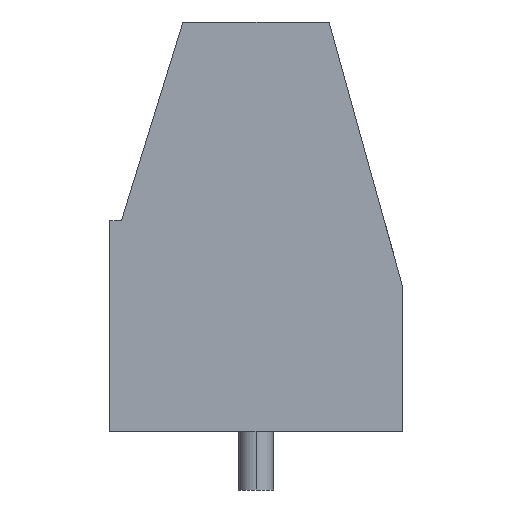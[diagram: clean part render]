
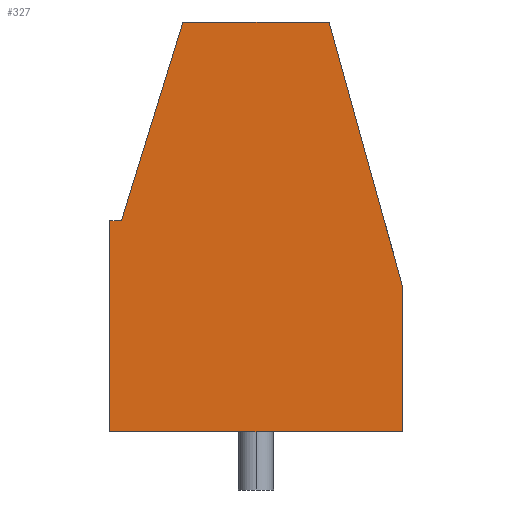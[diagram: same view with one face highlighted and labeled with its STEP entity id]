
A CAD part, left-side view. The second image highlights one B-rep face of the part: STEP entity #327.
In plain terms, the highlighted planar face has unit normal (-1, 0, 0).
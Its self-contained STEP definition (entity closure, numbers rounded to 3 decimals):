
#11 = AXIS2_PLACEMENT_3D ( 'NONE', #1294, #1293, #1292 ) ;
#138 = VECTOR ( 'NONE', #822, 1000. ) ;
#160 = VECTOR ( 'NONE', #864, 1000. ) ;
#162 = VECTOR ( 'NONE', #873, 1000. ) ;
#224 = VECTOR ( 'NONE', #1020, 1000. ) ;
#225 = VECTOR ( 'NONE', #1028, 1000. ) ;
#227 = VECTOR ( 'NONE', #1026, 1000. ) ;
#235 = VECTOR ( 'NONE', #1034, 1000. ) ;
#327 = ADVANCED_FACE ( 'NONE', ( #1918 ), #1295, .F. ) ;
#383 = EDGE_CURVE ( 'NONE', #1606, #1604, #2017, .T. ) ;
#399 = EDGE_CURVE ( 'NONE', #1602, #1605, #2037, .T. ) ;
#401 = EDGE_CURVE ( 'NONE', #1612, #1611, #2039, .T. ) ;
#446 = EDGE_CURVE ( 'NONE', #1603, #1612, #2095, .T. ) ;
#447 = EDGE_CURVE ( 'NONE', #1604, #1603, #2096, .T. ) ;
#449 = EDGE_CURVE ( 'NONE', #1602, #1611, #2098, .T. ) ;
#456 = EDGE_CURVE ( 'NONE', #1606, #1605, #2104, .T. ) ;
#816 = CARTESIAN_POINT ( 'NONE',  ( 0., 9.6, 7.2 ) ) ;
#822 = DIRECTION ( 'NONE',  ( 0., 0.295, -0.955 ) ) ;
#864 = DIRECTION ( 'NONE',  ( 0., 0.268, 0.964 ) ) ;
#867 = CARTESIAN_POINT ( 'NONE',  ( 0., 0., 5. ) ) ;
#872 = CARTESIAN_POINT ( 'NONE',  ( 0., 10., 0. ) ) ;
#873 = DIRECTION ( 'NONE',  ( 0., -1., 0. ) ) ;
#1019 = CARTESIAN_POINT ( 'NONE',  ( 0., 10., 14. ) ) ;
#1020 = DIRECTION ( 'NONE',  ( 0., 0., -1. ) ) ;
#1021 = CARTESIAN_POINT ( 'NONE',  ( 0., 10., 7.2 ) ) ;
#1025 = CARTESIAN_POINT ( 'NONE',  ( 0., 0., 14. ) ) ;
#1026 = DIRECTION ( 'NONE',  ( 0., 0., -1. ) ) ;
#1028 = DIRECTION ( 'NONE',  ( 0., 1., 0. ) ) ;
#1034 = DIRECTION ( 'NONE',  ( 0., -1., 0. ) ) ;
#1036 = CARTESIAN_POINT ( 'NONE',  ( 0., 10., 14. ) ) ;
#1186 = CARTESIAN_POINT ( 'NONE',  ( 0., 10., 7.2 ) ) ;
#1188 = CARTESIAN_POINT ( 'NONE',  ( 0., 0., 5. ) ) ;
#1195 = CARTESIAN_POINT ( 'NONE',  ( 0., 10., 0. ) ) ;
#1196 = CARTESIAN_POINT ( 'NONE',  ( 0., 9.6, 7.2 ) ) ;
#1197 = CARTESIAN_POINT ( 'NONE',  ( 0., 0., 0. ) ) ;
#1198 = CARTESIAN_POINT ( 'NONE',  ( 0., 2.5, 14. ) ) ;
#1199 = CARTESIAN_POINT ( 'NONE',  ( 0., 7.5, 14. ) ) ;
#1292 = DIRECTION ( 'NONE',  ( 0., 1., 0. ) ) ;
#1293 = DIRECTION ( 'NONE',  ( 1., 0., 0. ) ) ;
#1294 = CARTESIAN_POINT ( 'NONE',  ( 0., 10., 14. ) ) ;
#1295 = PLANE ( 'NONE',  #11 ) ;
#1516 = ORIENTED_EDGE ( 'NONE', *, *, #456, .F. ) ;
#1602 = VERTEX_POINT ( 'NONE', #1188 ) ;
#1603 = VERTEX_POINT ( 'NONE', #1186 ) ;
#1604 = VERTEX_POINT ( 'NONE', #1196 ) ;
#1605 = VERTEX_POINT ( 'NONE', #1198 ) ;
#1606 = VERTEX_POINT ( 'NONE', #1199 ) ;
#1611 = VERTEX_POINT ( 'NONE', #1197 ) ;
#1612 = VERTEX_POINT ( 'NONE', #1195 ) ;
#1788 = EDGE_LOOP ( 'NONE', ( #1516, #1861, #1860, #1854, #1855, #1857, #1853 ) ) ;
#1853 = ORIENTED_EDGE ( 'NONE', *, *, #399, .T. ) ;
#1854 = ORIENTED_EDGE ( 'NONE', *, *, #446, .T. ) ;
#1855 = ORIENTED_EDGE ( 'NONE', *, *, #401, .T. ) ;
#1857 = ORIENTED_EDGE ( 'NONE', *, *, #449, .F. ) ;
#1860 = ORIENTED_EDGE ( 'NONE', *, *, #447, .T. ) ;
#1861 = ORIENTED_EDGE ( 'NONE', *, *, #383, .T. ) ;
#1918 = FACE_OUTER_BOUND ( 'NONE', #1788, .T. ) ;
#2017 = LINE ( 'NONE', #816, #138 ) ;
#2037 = LINE ( 'NONE', #867, #160 ) ;
#2039 = LINE ( 'NONE', #872, #162 ) ;
#2095 = LINE ( 'NONE', #1019, #224 ) ;
#2096 = LINE ( 'NONE', #1021, #225 ) ;
#2098 = LINE ( 'NONE', #1025, #227 ) ;
#2104 = LINE ( 'NONE', #1036, #235 ) ;
